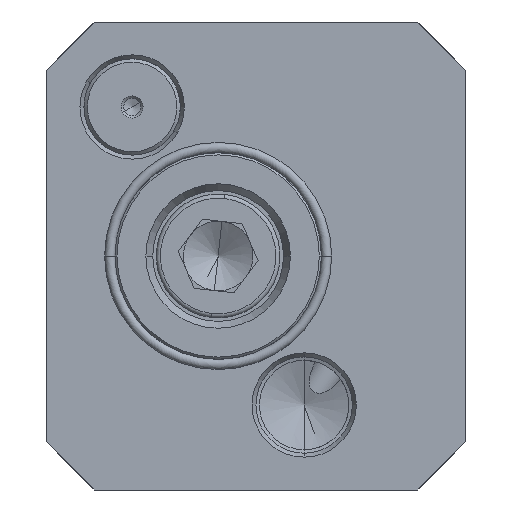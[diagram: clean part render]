
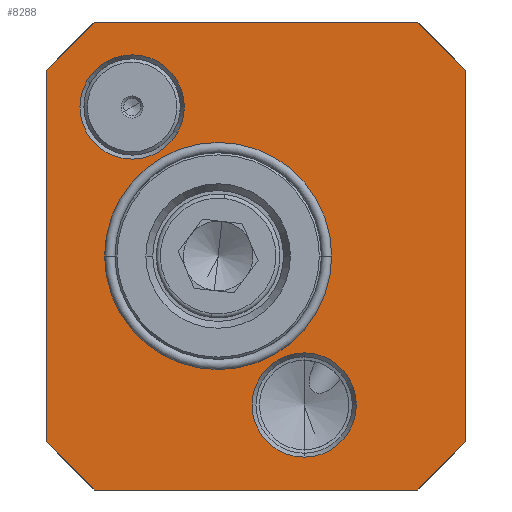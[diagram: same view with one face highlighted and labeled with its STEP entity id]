
A CAD part, front view. The second image highlights one B-rep face of the part: STEP entity #8288.
In plain terms, the highlighted planar face has unit normal (0, -1, 0).
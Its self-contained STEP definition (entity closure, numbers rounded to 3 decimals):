
#158 = LINE ( 'NONE', #24301, #559 ) ;
#559 = VECTOR ( 'NONE', #9059, 1000. ) ;
#598 = VERTEX_POINT ( 'NONE', #8137 ) ;
#900 = EDGE_LOOP ( 'NONE', ( #26321, #4505 ) ) ;
#1022 = EDGE_LOOP ( 'NONE', ( #27690, #17886, #6268, #16233, #20410, #23901, #8504, #7676 ) ) ;
#1368 = CARTESIAN_POINT ( 'NONE',  ( -25., 0., 34. ) ) ;
#1530 = LINE ( 'NONE', #25677, #4433 ) ;
#1730 = FACE_BOUND ( 'NONE', #12103, .T. ) ;
#1856 = CARTESIAN_POINT ( 'NONE',  ( 29., 0., 34. ) ) ;
#2257 = AXIS2_PLACEMENT_3D ( 'NONE', #26288, #8398, #4187 ) ;
#2351 = DIRECTION ( 'NONE',  ( 0., 0., -1. ) ) ;
#2611 = VERTEX_POINT ( 'NONE', #5582 ) ;
#2634 = ORIENTED_EDGE ( 'NONE', *, *, #7502, .F. ) ;
#2669 = VERTEX_POINT ( 'NONE', #28441 ) ;
#3215 = CARTESIAN_POINT ( 'NONE',  ( 0., 0., -15.2 ) ) ;
#3334 = EDGE_CURVE ( 'NONE', #5706, #12269, #17276, .T. ) ;
#3631 = VERTEX_POINT ( 'NONE', #1856 ) ;
#4187 = DIRECTION ( 'NONE',  ( 0., 0., -1. ) ) ;
#4433 = VECTOR ( 'NONE', #6035, 1000. ) ;
#4505 = ORIENTED_EDGE ( 'NONE', *, *, #6955, .F. ) ;
#4652 = ORIENTED_EDGE ( 'NONE', *, *, #11017, .T. ) ;
#5025 = VERTEX_POINT ( 'NONE', #24968 ) ;
#5314 = EDGE_CURVE ( 'NONE', #12573, #2611, #158, .T. ) ;
#5396 = VERTEX_POINT ( 'NONE', #18298 ) ;
#5582 = CARTESIAN_POINT ( 'NONE',  ( -25., 0., -27. ) ) ;
#5706 = VERTEX_POINT ( 'NONE', #7971 ) ;
#6035 = DIRECTION ( 'NONE',  ( 1., 0., 0. ) ) ;
#6268 = ORIENTED_EDGE ( 'NONE', *, *, #28179, .F. ) ;
#6426 = CARTESIAN_POINT ( 'NONE',  ( -18., 0., 34. ) ) ;
#6455 = CIRCLE ( 'NONE', #12914, 7.577 ) ;
#6955 = EDGE_CURVE ( 'NONE', #5396, #9380, #14306, .T. ) ;
#7234 = DIRECTION ( 'NONE',  ( -0.707, 0., 0.707 ) ) ;
#7319 = EDGE_CURVE ( 'NONE', #10188, #17630, #6455, .T. ) ;
#7502 = EDGE_CURVE ( 'NONE', #12269, #5706, #9251, .T. ) ;
#7676 = ORIENTED_EDGE ( 'NONE', *, *, #26742, .T. ) ;
#7971 = CARTESIAN_POINT ( 'NONE',  ( 0., 0., 15.2 ) ) ;
#8137 = CARTESIAN_POINT ( 'NONE',  ( 29., 0., -34. ) ) ;
#8288 = ADVANCED_FACE ( 'NONE', ( #26032, #23815, #1730, #19432 ), #8426, .F. ) ;
#8307 = LINE ( 'NONE', #19188, #22712 ) ;
#8398 = DIRECTION ( 'NONE',  ( 0., -1., 0. ) ) ;
#8426 = PLANE ( 'NONE',  #24041 ) ;
#8504 = ORIENTED_EDGE ( 'NONE', *, *, #5314, .T. ) ;
#8758 = VECTOR ( 'NONE', #7234, 1000. ) ;
#8792 = CARTESIAN_POINT ( 'NONE',  ( -25., 0., 34. ) ) ;
#8949 = DIRECTION ( 'NONE',  ( 0., 1., 0. ) ) ;
#8950 = DIRECTION ( 'NONE',  ( 0., 0., 1. ) ) ;
#8981 = CARTESIAN_POINT ( 'NONE',  ( -18., 0., 34. ) ) ;
#9059 = DIRECTION ( 'NONE',  ( 0., 0., -1. ) ) ;
#9251 = CIRCLE ( 'NONE', #15235, 15.2 ) ;
#9380 = VERTEX_POINT ( 'NONE', #10060 ) ;
#9594 = CARTESIAN_POINT ( 'NONE',  ( -18., 0., -34. ) ) ;
#10060 = CARTESIAN_POINT ( 'NONE',  ( 12.5, 0., -29.228 ) ) ;
#10188 = VERTEX_POINT ( 'NONE', #12970 ) ;
#10220 = VECTOR ( 'NONE', #11690, 1000. ) ;
#10610 = CARTESIAN_POINT ( 'NONE',  ( -12.5, 0., 21.651 ) ) ;
#10688 = EDGE_CURVE ( 'NONE', #9380, #5396, #27134, .T. ) ;
#11017 = EDGE_CURVE ( 'NONE', #17630, #10188, #11797, .T. ) ;
#11690 = DIRECTION ( 'NONE',  ( 0.707, 0., 0.707 ) ) ;
#11708 = DIRECTION ( 'NONE',  ( 0.707, 0., -0.707 ) ) ;
#11797 = CIRCLE ( 'NONE', #28085, 7.577 ) ;
#11814 = VERTEX_POINT ( 'NONE', #6426 ) ;
#11934 = CARTESIAN_POINT ( 'NONE',  ( 0., 0., 0. ) ) ;
#12103 = EDGE_LOOP ( 'NONE', ( #2634, #25336 ) ) ;
#12269 = VERTEX_POINT ( 'NONE', #3215 ) ;
#12573 = VERTEX_POINT ( 'NONE', #27760 ) ;
#12914 = AXIS2_PLACEMENT_3D ( 'NONE', #22136, #8949, #15591 ) ;
#12951 = EDGE_LOOP ( 'NONE', ( #4652, #13994 ) ) ;
#12970 = CARTESIAN_POINT ( 'NONE',  ( -5.938, 0., 17.862 ) ) ;
#13369 = DIRECTION ( 'NONE',  ( 0., -1., 0. ) ) ;
#13994 = ORIENTED_EDGE ( 'NONE', *, *, #7319, .T. ) ;
#14208 = EDGE_CURVE ( 'NONE', #11814, #12573, #22477, .T. ) ;
#14287 = CARTESIAN_POINT ( 'NONE',  ( -19.062, 0., 25.439 ) ) ;
#14306 = CIRCLE ( 'NONE', #2257, 7.577 ) ;
#14430 = EDGE_CURVE ( 'NONE', #24452, #598, #1530, .T. ) ;
#15235 = AXIS2_PLACEMENT_3D ( 'NONE', #11934, #27233, #25462 ) ;
#15247 = LINE ( 'NONE', #28679, #10220 ) ;
#15591 = DIRECTION ( 'NONE',  ( -0.866, 0., 0.5 ) ) ;
#15901 = LINE ( 'NONE', #16315, #22900 ) ;
#16233 = ORIENTED_EDGE ( 'NONE', *, *, #19711, .T. ) ;
#16315 = CARTESIAN_POINT ( 'NONE',  ( -25., 0., -27. ) ) ;
#17276 = CIRCLE ( 'NONE', #23354, 15.2 ) ;
#17372 = DIRECTION ( 'NONE',  ( -0.866, 0., 0.5 ) ) ;
#17550 = CARTESIAN_POINT ( 'NONE',  ( 12.5, 0., -21.651 ) ) ;
#17630 = VERTEX_POINT ( 'NONE', #14287 ) ;
#17886 = ORIENTED_EDGE ( 'NONE', *, *, #21795, .T. ) ;
#18298 = CARTESIAN_POINT ( 'NONE',  ( 12.5, 0., -14.073 ) ) ;
#19188 = CARTESIAN_POINT ( 'NONE',  ( 36., 0., 34. ) ) ;
#19432 = FACE_OUTER_BOUND ( 'NONE', #1022, .T. ) ;
#19607 = CARTESIAN_POINT ( 'NONE',  ( 0., 0., 0. ) ) ;
#19711 = EDGE_CURVE ( 'NONE', #2669, #3631, #20445, .T. ) ;
#20410 = ORIENTED_EDGE ( 'NONE', *, *, #23931, .F. ) ;
#20445 = LINE ( 'NONE', #20584, #8758 ) ;
#20584 = CARTESIAN_POINT ( 'NONE',  ( 29., 0., 34. ) ) ;
#21795 = EDGE_CURVE ( 'NONE', #598, #5025, #15247, .T. ) ;
#21853 = DIRECTION ( 'NONE',  ( 0., 1., 0. ) ) ;
#22043 = VECTOR ( 'NONE', #26420, 1000. ) ;
#22136 = CARTESIAN_POINT ( 'NONE',  ( -12.5, 0., 21.651 ) ) ;
#22462 = AXIS2_PLACEMENT_3D ( 'NONE', #17550, #13369, #2351 ) ;
#22477 = LINE ( 'NONE', #8981, #22043 ) ;
#22712 = VECTOR ( 'NONE', #28128, 1000. ) ;
#22900 = VECTOR ( 'NONE', #11708, 1000. ) ;
#23354 = AXIS2_PLACEMENT_3D ( 'NONE', #19607, #28548, #28682 ) ;
#23815 = FACE_BOUND ( 'NONE', #900, .T. ) ;
#23901 = ORIENTED_EDGE ( 'NONE', *, *, #14208, .T. ) ;
#23931 = EDGE_CURVE ( 'NONE', #11814, #3631, #28011, .T. ) ;
#24041 = AXIS2_PLACEMENT_3D ( 'NONE', #8792, #21853, #8950 ) ;
#24209 = VECTOR ( 'NONE', #28448, 1000. ) ;
#24301 = CARTESIAN_POINT ( 'NONE',  ( -25., 0., 34. ) ) ;
#24452 = VERTEX_POINT ( 'NONE', #9594 ) ;
#24968 = CARTESIAN_POINT ( 'NONE',  ( 36., 0., -27. ) ) ;
#25336 = ORIENTED_EDGE ( 'NONE', *, *, #3334, .F. ) ;
#25462 = DIRECTION ( 'NONE',  ( 0., 0., -1. ) ) ;
#25677 = CARTESIAN_POINT ( 'NONE',  ( -25., 0., -34. ) ) ;
#26032 = FACE_BOUND ( 'NONE', #12951, .T. ) ;
#26165 = DIRECTION ( 'NONE',  ( 0., 1., 0. ) ) ;
#26288 = CARTESIAN_POINT ( 'NONE',  ( 12.5, 0., -21.651 ) ) ;
#26321 = ORIENTED_EDGE ( 'NONE', *, *, #10688, .F. ) ;
#26420 = DIRECTION ( 'NONE',  ( -0.707, 0., -0.707 ) ) ;
#26742 = EDGE_CURVE ( 'NONE', #2611, #24452, #15901, .T. ) ;
#27134 = CIRCLE ( 'NONE', #22462, 7.577 ) ;
#27233 = DIRECTION ( 'NONE',  ( 0., -1., 0. ) ) ;
#27690 = ORIENTED_EDGE ( 'NONE', *, *, #14430, .T. ) ;
#27760 = CARTESIAN_POINT ( 'NONE',  ( -25., 0., 27. ) ) ;
#28011 = LINE ( 'NONE', #1368, #24209 ) ;
#28085 = AXIS2_PLACEMENT_3D ( 'NONE', #10610, #26165, #17372 ) ;
#28128 = DIRECTION ( 'NONE',  ( 0., 0., -1. ) ) ;
#28179 = EDGE_CURVE ( 'NONE', #2669, #5025, #8307, .T. ) ;
#28441 = CARTESIAN_POINT ( 'NONE',  ( 36., 0., 27. ) ) ;
#28448 = DIRECTION ( 'NONE',  ( 1., 0., 0. ) ) ;
#28548 = DIRECTION ( 'NONE',  ( 0., -1., 0. ) ) ;
#28679 = CARTESIAN_POINT ( 'NONE',  ( 36., 0., -27. ) ) ;
#28682 = DIRECTION ( 'NONE',  ( 0., 0., -1. ) ) ;
